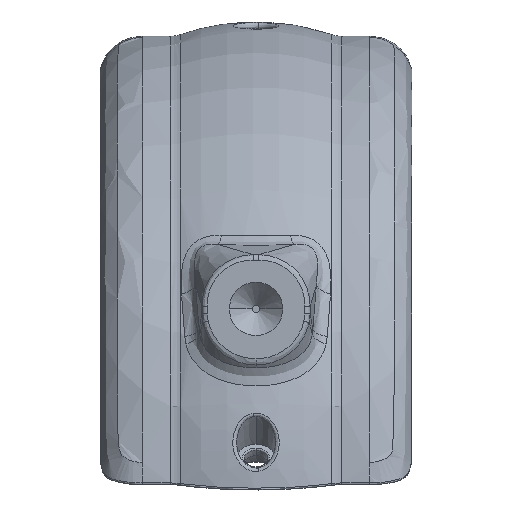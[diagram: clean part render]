
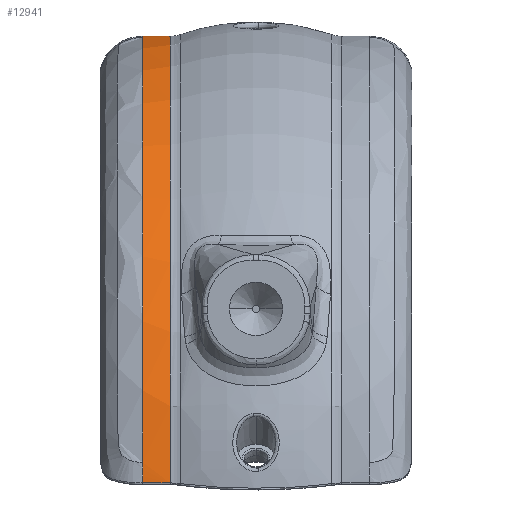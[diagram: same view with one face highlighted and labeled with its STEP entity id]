
A CAD part, top view. The second image highlights one B-rep face of the part: STEP entity #12941.
In plain terms, the highlighted cylindrical face has radius 129.847 mm (diameter 259.693 mm), a partial arc.
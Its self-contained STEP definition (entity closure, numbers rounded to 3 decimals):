
#434 = AXIS2_PLACEMENT_3D ( 'NONE', #9885, #23297, #13541 ) ;
#838 = ORIENTED_EDGE ( 'NONE', *, *, #7337, .F. ) ;
#993 = VERTEX_POINT ( 'NONE', #11811 ) ;
#1166 = VERTEX_POINT ( 'NONE', #2859 ) ;
#2859 = CARTESIAN_POINT ( 'NONE',  ( -31.873, 129.484, 9.699 ) ) ;
#4337 = VECTOR ( 'NONE', #9668, 1000. ) ;
#4594 = CIRCLE ( 'NONE', #27706, 129.847 ) ;
#4870 = CIRCLE ( 'NONE', #434, 129.847 ) ;
#5247 = ORIENTED_EDGE ( 'NONE', *, *, #27707, .T. ) ;
#6189 = CARTESIAN_POINT ( 'NONE',  ( -24.16, 129.788, 3.908 ) ) ;
#6530 = CYLINDRICAL_SURFACE ( 'NONE', #26591, 129.847 ) ;
#6919 = CARTESIAN_POINT ( 'NONE',  ( -31.873, 3.908, 129.788 ) ) ;
#7337 = EDGE_CURVE ( 'NONE', #993, #1166, #4870, .T. ) ;
#8218 = CARTESIAN_POINT ( 'NONE',  ( -24.16, 0., 0. ) ) ;
#8359 = DIRECTION ( 'NONE',  ( 0., 0., 1. ) ) ;
#8568 = DIRECTION ( 'NONE',  ( 1., 0., 0. ) ) ;
#9668 = DIRECTION ( 'NONE',  ( -1., 0., 0. ) ) ;
#9885 = CARTESIAN_POINT ( 'NONE',  ( -31.873, 0., 0. ) ) ;
#9963 = VERTEX_POINT ( 'NONE', #25654 ) ;
#10780 = ORIENTED_EDGE ( 'NONE', *, *, #27389, .F. ) ;
#11686 = AXIS2_PLACEMENT_3D ( 'NONE', #8218, #21744, #28342 ) ;
#11811 = CARTESIAN_POINT ( 'NONE',  ( -31.873, 9.699, 129.484 ) ) ;
#11997 = EDGE_CURVE ( 'NONE', #25068, #9963, #19074, .T. ) ;
#12021 = ORIENTED_EDGE ( 'NONE', *, *, #11997, .T. ) ;
#12378 = VERTEX_POINT ( 'NONE', #18741 ) ;
#12450 = CIRCLE ( 'NONE', #21248, 129.847 ) ;
#12941 = ADVANCED_FACE ( 'NONE', ( #18698 ), #6530, .T. ) ;
#13413 = VERTEX_POINT ( 'NONE', #6189 ) ;
#13541 = DIRECTION ( 'NONE',  ( 0., 0., 1. ) ) ;
#13627 = DIRECTION ( 'NONE',  ( 0., 0., 1. ) ) ;
#15330 = EDGE_CURVE ( 'NONE', #25068, #993, #12450, .T. ) ;
#18698 = FACE_OUTER_BOUND ( 'NONE', #27485, .T. ) ;
#18741 = CARTESIAN_POINT ( 'NONE',  ( -31.873, 129.788, 3.908 ) ) ;
#19074 = LINE ( 'NONE', #24149, #25691 ) ;
#20643 = ORIENTED_EDGE ( 'NONE', *, *, #15330, .F. ) ;
#20754 = EDGE_CURVE ( 'NONE', #13413, #12378, #21751, .T. ) ;
#21248 = AXIS2_PLACEMENT_3D ( 'NONE', #25724, #25440, #27572 ) ;
#21744 = DIRECTION ( 'NONE',  ( -1., 0., 0. ) ) ;
#21751 = LINE ( 'NONE', #25328, #4337 ) ;
#22684 = CARTESIAN_POINT ( 'NONE',  ( -31.873, 0., 0. ) ) ;
#23297 = DIRECTION ( 'NONE',  ( -1., 0., 0. ) ) ;
#23925 = DIRECTION ( 'NONE',  ( -1., 0., 0. ) ) ;
#24149 = CARTESIAN_POINT ( 'NONE',  ( 0., 3.908, 129.788 ) ) ;
#24737 = DIRECTION ( 'NONE',  ( -1., 0., 0. ) ) ;
#24762 = CIRCLE ( 'NONE', #11686, 129.847 ) ;
#25068 = VERTEX_POINT ( 'NONE', #6919 ) ;
#25328 = CARTESIAN_POINT ( 'NONE',  ( 0., 129.788, 3.908 ) ) ;
#25440 = DIRECTION ( 'NONE',  ( -1., 0., 0. ) ) ;
#25654 = CARTESIAN_POINT ( 'NONE',  ( -24.16, 3.908, 129.788 ) ) ;
#25691 = VECTOR ( 'NONE', #8568, 1000. ) ;
#25724 = CARTESIAN_POINT ( 'NONE',  ( -31.873, 0., 0. ) ) ;
#26251 = CARTESIAN_POINT ( 'NONE',  ( 0., 0., 0. ) ) ;
#26591 = AXIS2_PLACEMENT_3D ( 'NONE', #26251, #23925, #8359 ) ;
#27389 = EDGE_CURVE ( 'NONE', #1166, #12378, #4594, .T. ) ;
#27485 = EDGE_LOOP ( 'NONE', ( #5247, #27994, #10780, #838, #20643, #12021 ) ) ;
#27572 = DIRECTION ( 'NONE',  ( 0., 0., 1. ) ) ;
#27706 = AXIS2_PLACEMENT_3D ( 'NONE', #22684, #24737, #13627 ) ;
#27707 = EDGE_CURVE ( 'NONE', #9963, #13413, #24762, .T. ) ;
#27994 = ORIENTED_EDGE ( 'NONE', *, *, #20754, .T. ) ;
#28342 = DIRECTION ( 'NONE',  ( 0., 0., 1. ) ) ;
